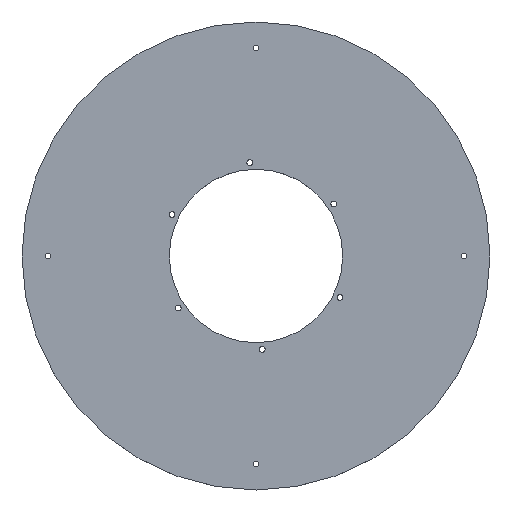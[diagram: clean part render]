
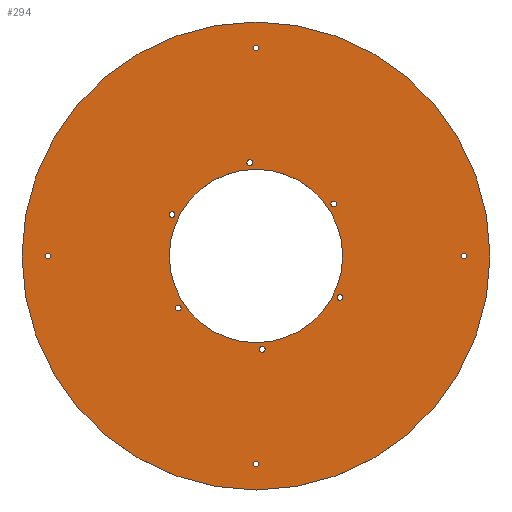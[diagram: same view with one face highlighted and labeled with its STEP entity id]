
A CAD part, top view. The second image highlights one B-rep face of the part: STEP entity #294.
In plain terms, the highlighted planar face has unit normal (0, 0, 1).
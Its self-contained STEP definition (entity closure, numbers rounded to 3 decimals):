
#26=FACE_BOUND('',#78,.T.);
#27=FACE_BOUND('',#79,.T.);
#28=FACE_BOUND('',#80,.T.);
#29=FACE_BOUND('',#81,.T.);
#30=FACE_BOUND('',#82,.T.);
#31=FACE_BOUND('',#83,.T.);
#32=FACE_BOUND('',#84,.T.);
#33=FACE_BOUND('',#85,.T.);
#34=FACE_BOUND('',#86,.T.);
#35=FACE_BOUND('',#87,.T.);
#36=FACE_BOUND('',#88,.T.);
#38=PLANE('',#346);
#52=FACE_OUTER_BOUND('',#77,.T.);
#77=EDGE_LOOP('',(#257));
#78=EDGE_LOOP('',(#258));
#79=EDGE_LOOP('',(#259));
#80=EDGE_LOOP('',(#260));
#81=EDGE_LOOP('',(#261));
#82=EDGE_LOOP('',(#262));
#83=EDGE_LOOP('',(#263));
#84=EDGE_LOOP('',(#264));
#85=EDGE_LOOP('',(#265));
#86=EDGE_LOOP('',(#266));
#87=EDGE_LOOP('',(#267));
#88=EDGE_LOOP('',(#268));
#114=CIRCLE('',#311,1.7);
#116=CIRCLE('',#314,1.7);
#118=CIRCLE('',#317,1.7);
#120=CIRCLE('',#320,1.7);
#122=CIRCLE('',#323,1.7);
#124=CIRCLE('',#326,1.7);
#126=CIRCLE('',#329,50.);
#127=CIRCLE('',#331,1.6);
#129=CIRCLE('',#334,1.6);
#131=CIRCLE('',#337,1.6);
#133=CIRCLE('',#340,1.6);
#136=CIRCLE('',#345,135.);
#138=VERTEX_POINT('',#441);
#140=VERTEX_POINT('',#447);
#142=VERTEX_POINT('',#453);
#144=VERTEX_POINT('',#459);
#146=VERTEX_POINT('',#465);
#148=VERTEX_POINT('',#471);
#150=VERTEX_POINT('',#477);
#151=VERTEX_POINT('',#481);
#153=VERTEX_POINT('',#487);
#155=VERTEX_POINT('',#493);
#157=VERTEX_POINT('',#499);
#160=VERTEX_POINT('',#508);
#163=EDGE_CURVE('',#138,#138,#114,.T.);
#166=EDGE_CURVE('',#140,#140,#116,.T.);
#169=EDGE_CURVE('',#142,#142,#118,.T.);
#172=EDGE_CURVE('',#144,#144,#120,.T.);
#175=EDGE_CURVE('',#146,#146,#122,.T.);
#178=EDGE_CURVE('',#148,#148,#124,.T.);
#181=EDGE_CURVE('',#150,#150,#126,.T.);
#182=EDGE_CURVE('',#151,#151,#127,.T.);
#185=EDGE_CURVE('',#153,#153,#129,.T.);
#188=EDGE_CURVE('',#155,#155,#131,.T.);
#191=EDGE_CURVE('',#157,#157,#133,.T.);
#195=EDGE_CURVE('',#160,#160,#136,.T.);
#257=ORIENTED_EDGE('',*,*,#195,.T.);
#258=ORIENTED_EDGE('',*,*,#163,.T.);
#259=ORIENTED_EDGE('',*,*,#166,.T.);
#260=ORIENTED_EDGE('',*,*,#169,.T.);
#261=ORIENTED_EDGE('',*,*,#172,.T.);
#262=ORIENTED_EDGE('',*,*,#175,.T.);
#263=ORIENTED_EDGE('',*,*,#178,.T.);
#264=ORIENTED_EDGE('',*,*,#181,.T.);
#265=ORIENTED_EDGE('',*,*,#182,.T.);
#266=ORIENTED_EDGE('',*,*,#185,.T.);
#267=ORIENTED_EDGE('',*,*,#188,.T.);
#268=ORIENTED_EDGE('',*,*,#191,.T.);
#294=ADVANCED_FACE('',(#52,#26,#27,#28,#29,#30,#31,#32,#33,#34,#35,#36),
#38,.T.);
#311=AXIS2_PLACEMENT_3D('',#443,#354,#355);
#314=AXIS2_PLACEMENT_3D('',#449,#361,#362);
#317=AXIS2_PLACEMENT_3D('',#455,#368,#369);
#320=AXIS2_PLACEMENT_3D('',#461,#375,#376);
#323=AXIS2_PLACEMENT_3D('',#467,#382,#383);
#326=AXIS2_PLACEMENT_3D('',#473,#389,#390);
#329=AXIS2_PLACEMENT_3D('',#479,#396,#397);
#331=AXIS2_PLACEMENT_3D('',#482,#400,#401);
#334=AXIS2_PLACEMENT_3D('',#488,#407,#408);
#337=AXIS2_PLACEMENT_3D('',#494,#414,#415);
#340=AXIS2_PLACEMENT_3D('',#500,#421,#422);
#345=AXIS2_PLACEMENT_3D('',#509,#432,#433);
#346=AXIS2_PLACEMENT_3D('',#511,#435,#436);
#354=DIRECTION('center_axis',(0.,0.,-1.));
#355=DIRECTION('ref_axis',(-0.5,0.866,0.));
#361=DIRECTION('center_axis',(0.,0.,-1.));
#362=DIRECTION('ref_axis',(0.5,0.866,0.));
#368=DIRECTION('center_axis',(0.,0.,-1.));
#369=DIRECTION('ref_axis',(1.,0.,0.));
#375=DIRECTION('center_axis',(0.,0.,-1.));
#376=DIRECTION('ref_axis',(0.5,-0.866,0.));
#382=DIRECTION('center_axis',(0.,0.,-1.));
#383=DIRECTION('ref_axis',(-0.5,-0.866,0.));
#389=DIRECTION('center_axis',(0.,0.,-1.));
#390=DIRECTION('ref_axis',(-1.,0.,0.));
#396=DIRECTION('center_axis',(0.,0.,-1.));
#397=DIRECTION('ref_axis',(-1.,0.,0.));
#400=DIRECTION('center_axis',(0.,0.,-1.));
#401=DIRECTION('ref_axis',(-1.,0.,0.));
#407=DIRECTION('center_axis',(0.,0.,-1.));
#408=DIRECTION('ref_axis',(0.,1.,0.));
#414=DIRECTION('center_axis',(0.,0.,-1.));
#415=DIRECTION('ref_axis',(0.,-1.,0.));
#421=DIRECTION('center_axis',(0.,0.,-1.));
#422=DIRECTION('ref_axis',(1.,0.,0.));
#432=DIRECTION('center_axis',(0.,0.,1.));
#433=DIRECTION('ref_axis',(1.,0.,0.));
#435=DIRECTION('center_axis',(0.,0.,1.));
#436=DIRECTION('ref_axis',(1.,0.,0.));
#441=CARTESIAN_POINT('',(-47.586,22.401,3.));
#443=CARTESIAN_POINT('Origin',(-48.436,23.873,3.));
#447=CARTESIAN_POINT('',(-4.393,52.411,3.));
#449=CARTESIAN_POINT('Origin',(-3.543,53.884,3.));
#453=CARTESIAN_POINT('',(43.193,30.01,3.));
#455=CARTESIAN_POINT('Origin',(44.893,30.01,3.));
#459=CARTESIAN_POINT('',(47.586,-22.401,3.));
#461=CARTESIAN_POINT('Origin',(48.436,-23.873,3.));
#465=CARTESIAN_POINT('',(4.393,-52.411,3.));
#467=CARTESIAN_POINT('Origin',(3.543,-53.884,3.));
#471=CARTESIAN_POINT('',(-43.193,-30.01,3.));
#473=CARTESIAN_POINT('Origin',(-44.893,-30.01,3.));
#477=CARTESIAN_POINT('',(50.,0.,3.));
#479=CARTESIAN_POINT('Origin',(0.,0.,3.));
#481=CARTESIAN_POINT('',(1.6,120.,3.));
#482=CARTESIAN_POINT('Origin',(0.,120.,3.));
#487=CARTESIAN_POINT('',(120.,-1.6,3.));
#488=CARTESIAN_POINT('Origin',(120.,0.,3.));
#493=CARTESIAN_POINT('',(-120.,1.6,3.));
#494=CARTESIAN_POINT('Origin',(-120.,0.,3.));
#499=CARTESIAN_POINT('',(-1.6,-120.,3.));
#500=CARTESIAN_POINT('Origin',(0.,-120.,3.));
#508=CARTESIAN_POINT('',(-135.,0.,3.));
#509=CARTESIAN_POINT('Origin',(0.,0.,3.));
#511=CARTESIAN_POINT('Origin',(0.,0.,3.));
